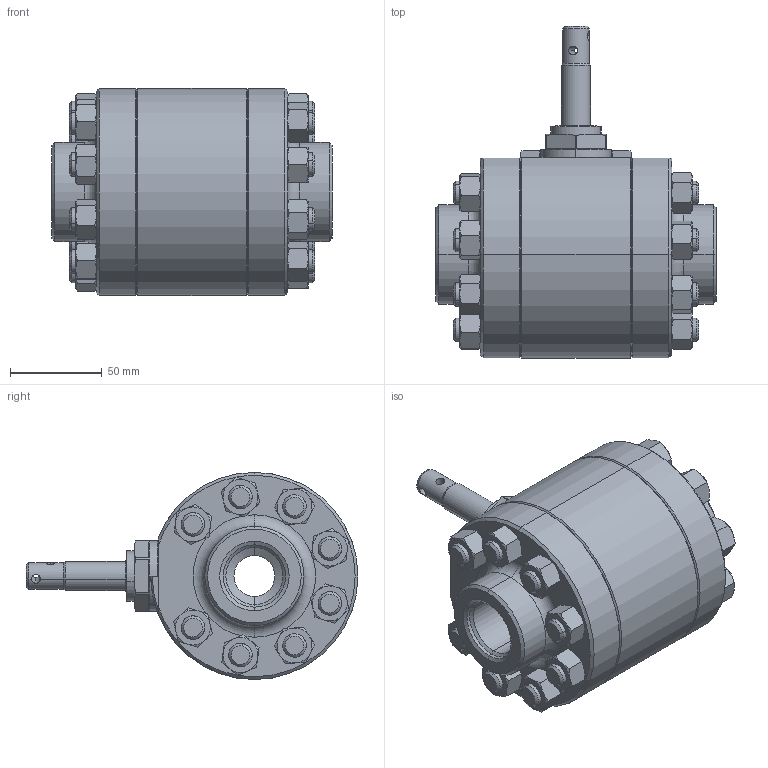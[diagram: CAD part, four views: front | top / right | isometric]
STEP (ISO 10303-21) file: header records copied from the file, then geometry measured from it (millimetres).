
FILE_DESCRIPTION (( 'STEP AP214' ), '1' );
FILE_NAME ('080300016 A (Bare Stem, Tube).STEP', '2015-07-16T22:23:32', ( '' ), ( '' ), 'SwSTEP 2.0', 'SolidWorks 2015', '' );
FILE_SCHEMA (( 'AUTOMOTIVE_DESIGN' ));
Length unit declared in the file: inch
Products named in the file (1): 080300016 A (Bare Stem, Tube)
Bounding box: 152.4 x 180.62 x 112.73 mm (x, y, z)
Volume: 821188.6 mm3; surface area: 231075.5 mm2
Topology: 29 solids, 29 shells, 1070 faces, 2710 edges, 1701 vertices
Faces by surface type: cylinder 482, cone 359, plane 186, bspline 32, torus 11
Entity records: 61115 total; most frequent: CARTESIAN_POINT 23826, ORIENTED_EDGE 5404, DIRECTION 4186, EDGE_CURVE 2702, AXIS2_PLACEMENT_3D 1720, VERTEX_POINT 1701, EDGE_LOOP 1175, LENGTH_MEASURE_WITH_UNIT 1101
